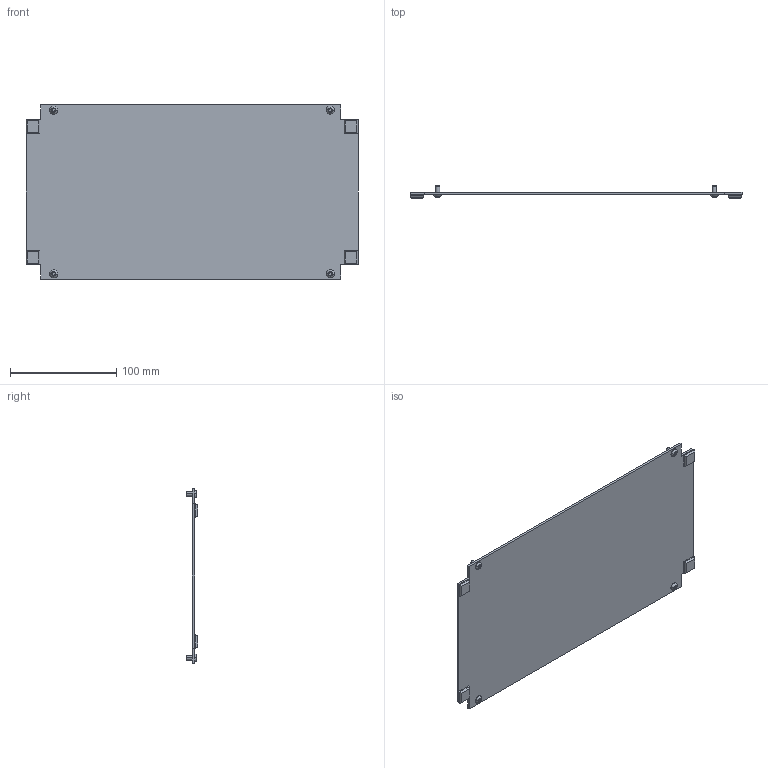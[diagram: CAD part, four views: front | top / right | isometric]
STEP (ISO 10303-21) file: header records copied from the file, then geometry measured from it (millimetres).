
FILE_DESCRIPTION (( 'STEP AP214' ), '1' );
FILE_NAME ('51710~0.STEP', '2017-07-04T08:45:29', ( '' ), ( '' ), 'SwSTEP 2.0', 'SolidWorks 2016', '' );
FILE_SCHEMA (( 'AUTOMOTIVE_DESIGN' ));
Length unit declared in the file: millimetre
Products named in the file (4): ISO7380~n_M04,0x008; 51710~0; 51769~0_S; 2719~0
Assembly tree (9 placements, depth 2):
  51710~0
    51769~0_S
    ISO7380~n_M04,0x008  x4
    2719~0  x4
Bounding box: 312 x 11.2 x 164 mm (x, y, z)
Volume: 103076.2 mm3; surface area: 105282.1 mm2
Topology: 9 solids, 9 shells, 178 faces, 424 edges, 272 vertices
Faces by surface type: cylinder 92, plane 70, cone 8, torus 8
Entity records: 2043 total; most frequent: DIRECTION 361, CARTESIAN_POINT 322, ORIENTED_EDGE 302, EDGE_CURVE 151, AXIS2_PLACEMENT_3D 137, VERTEX_POINT 98, LINE 87, VECTOR 87
